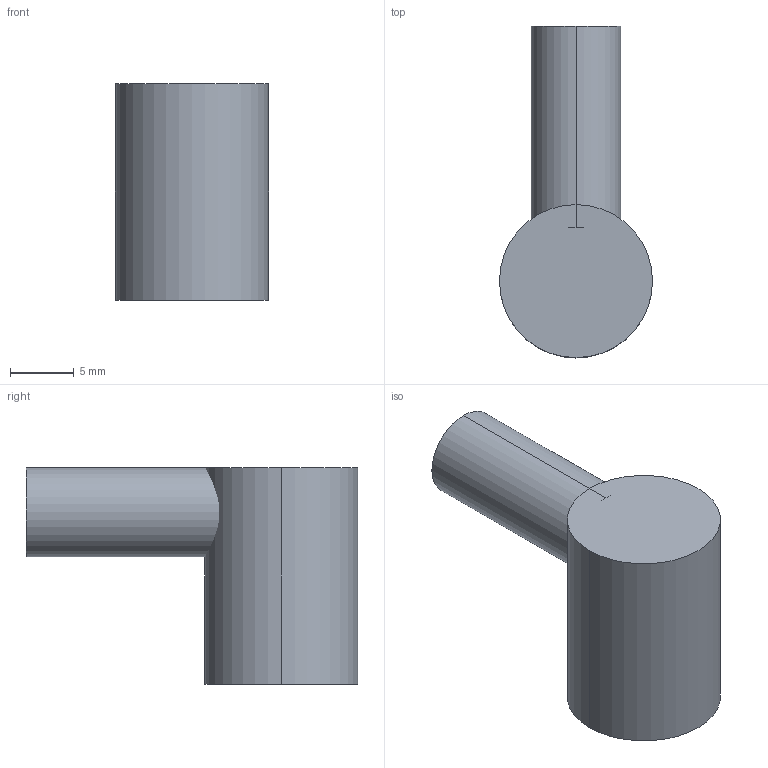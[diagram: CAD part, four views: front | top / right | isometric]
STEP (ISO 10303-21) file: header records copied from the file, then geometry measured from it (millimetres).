
FILE_DESCRIPTION (( 'STEP AP203' ), '1' );
FILE_NAME ('coude.STEP', '2020-07-03T22:01:48', ( '' ), ( '' ), 'SwSTEP 2.0', 'SolidWorks 2018', '' );
FILE_SCHEMA (( 'CONFIG_CONTROL_DESIGN' ));
Length unit declared in the file: millimetre
Products named in the file (1): coude
Bounding box: 12 x 26 x 17 mm (x, y, z)
Volume: 1097.5 mm3; surface area: 2098.6 mm2
Topology: 2 solids, 2 shells, 40 faces, 99 edges, 63 vertices
Faces by surface type: cylinder 28, plane 7, bspline 3, cone 2
Entity records: 2697 total; most frequent: CARTESIAN_POINT 1804, ORIENTED_EDGE 194, DIRECTION 147, EDGE_CURVE 97, VERTEX_POINT 63, AXIS2_PLACEMENT_3D 54, EDGE_LOOP 42, ADVANCED_FACE 40
